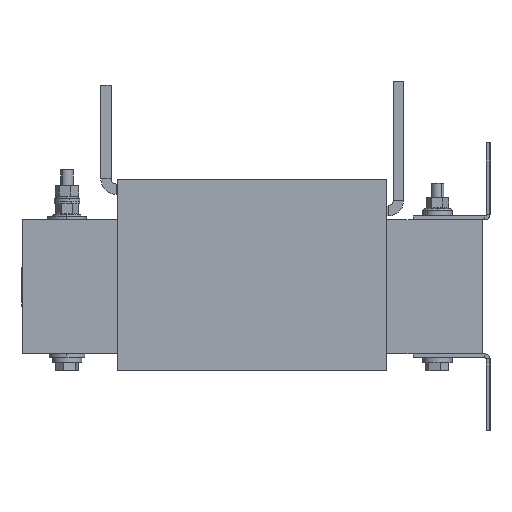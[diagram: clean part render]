
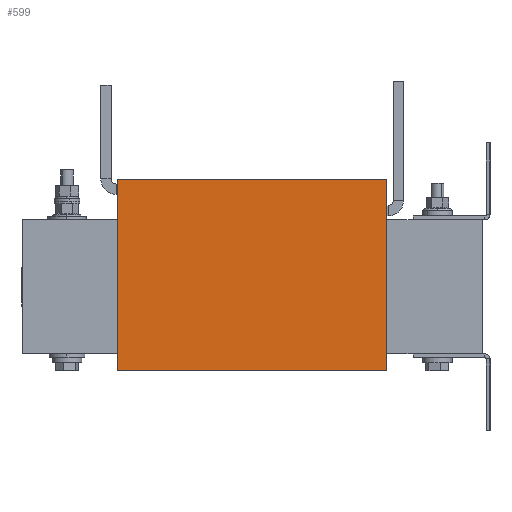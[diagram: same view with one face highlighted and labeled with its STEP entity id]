
A CAD part, left-side view. The second image highlights one B-rep face of the part: STEP entity #599.
In plain terms, the highlighted planar face has unit normal (-1, 0, 0).
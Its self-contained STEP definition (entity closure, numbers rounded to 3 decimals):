
#360 = EDGE_CURVE ( 'NONE', #14398, #13633, #2713, .T. ) ;
#376 = ORIENTED_EDGE ( 'NONE', *, *, #360, .T. ) ;
#599 = ADVANCED_FACE ( 'NONE', ( #10271 ), #4136, .F. ) ;
#849 = ORIENTED_EDGE ( 'NONE', *, *, #8468, .T. ) ;
#2371 = VERTEX_POINT ( 'NONE', #5382 ) ;
#2713 = LINE ( 'NONE', #7386, #3961 ) ;
#2940 = DIRECTION ( 'NONE',  ( 1., 0., 0. ) ) ;
#3941 = ORIENTED_EDGE ( 'NONE', *, *, #14202, .F. ) ;
#3961 = VECTOR ( 'NONE', #13830, 1000. ) ;
#4136 = PLANE ( 'NONE',  #14505 ) ;
#4441 = CARTESIAN_POINT ( 'NONE',  ( -188.3, 105., 83.55 ) ) ;
#5382 = CARTESIAN_POINT ( 'NONE',  ( -188.3, 105., 83.55 ) ) ;
#5759 = VECTOR ( 'NONE', #9737, 1000. ) ;
#5979 = CARTESIAN_POINT ( 'NONE',  ( -188.3, -105., -65.55 ) ) ;
#7386 = CARTESIAN_POINT ( 'NONE',  ( -188.3, -105., -65.55 ) ) ;
#8234 = LINE ( 'NONE', #4441, #12978 ) ;
#8468 = EDGE_CURVE ( 'NONE', #14261, #14398, #9817, .T. ) ;
#9397 = LINE ( 'NONE', #11890, #12987 ) ;
#9736 = CARTESIAN_POINT ( 'NONE',  ( -188.3, -105., 83.55 ) ) ;
#9737 = DIRECTION ( 'NONE',  ( 0., -1., 0. ) ) ;
#9817 = LINE ( 'NONE', #13291, #5759 ) ;
#10271 = FACE_OUTER_BOUND ( 'NONE', #11206, .T. ) ;
#10420 = DIRECTION ( 'NONE',  ( 0., -1., 0. ) ) ;
#11206 = EDGE_LOOP ( 'NONE', ( #376, #3941, #13385, #849 ) ) ;
#11890 = CARTESIAN_POINT ( 'NONE',  ( -188.3, 105., -65.55 ) ) ;
#12054 = DIRECTION ( 'NONE',  ( 0., 0., 1. ) ) ;
#12778 = DIRECTION ( 'NONE',  ( 0., -1., 0. ) ) ;
#12978 = VECTOR ( 'NONE', #10420, 1000. ) ;
#12987 = VECTOR ( 'NONE', #12054, 1000. ) ;
#13291 = CARTESIAN_POINT ( 'NONE',  ( -188.3, 105., -65.55 ) ) ;
#13385 = ORIENTED_EDGE ( 'NONE', *, *, #14711, .F. ) ;
#13633 = VERTEX_POINT ( 'NONE', #9736 ) ;
#13830 = DIRECTION ( 'NONE',  ( 0., 0., 1. ) ) ;
#13978 = CARTESIAN_POINT ( 'NONE',  ( -188.3, 105., -65.55 ) ) ;
#14202 = EDGE_CURVE ( 'NONE', #2371, #13633, #8234, .T. ) ;
#14261 = VERTEX_POINT ( 'NONE', #14363 ) ;
#14363 = CARTESIAN_POINT ( 'NONE',  ( -188.3, 105., -65.55 ) ) ;
#14398 = VERTEX_POINT ( 'NONE', #5979 ) ;
#14505 = AXIS2_PLACEMENT_3D ( 'NONE', #13978, #2940, #12778 ) ;
#14711 = EDGE_CURVE ( 'NONE', #14261, #2371, #9397, .T. ) ;
